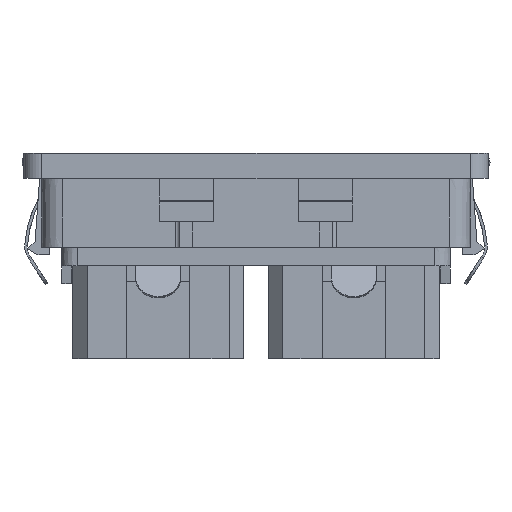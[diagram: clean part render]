
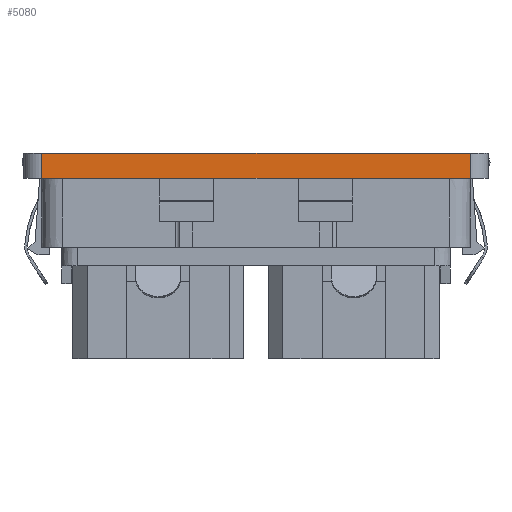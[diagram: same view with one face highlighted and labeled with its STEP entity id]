
A CAD part, front view. The second image highlights one B-rep face of the part: STEP entity #5080.
In plain terms, the highlighted planar face has unit normal (0, -1, 0).
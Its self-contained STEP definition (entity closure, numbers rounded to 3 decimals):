
#5067=AXIS2_PLACEMENT_3D('Plane Axis2P3D',#5064,#5065,#5066) ;
#1585=CARTESIAN_POINT('Vertex',(49.7,1.25,22.8)) ;
#1741=CARTESIAN_POINT('Vertex',(2.2,1.25,22.8)) ;
#1744=CARTESIAN_POINT('Line Origine',(25.95,1.25,22.8)) ;
#4378=CARTESIAN_POINT('Vertex',(49.7,1.25,20.)) ;
#4388=CARTESIAN_POINT('Line Origine',(49.7,1.25,21.4)) ;
#5049=CARTESIAN_POINT('Vertex',(2.2,1.25,20.)) ;
#5052=CARTESIAN_POINT('Line Origine',(2.2,1.25,21.4)) ;
#5064=CARTESIAN_POINT('Axis2P3D Location',(49.7,1.25,22.8)) ;
#5069=CARTESIAN_POINT('Line Origine',(25.95,1.25,20.)) ;
#1745=DIRECTION('Vector Direction',(-1.,0.,0.)) ;
#4389=DIRECTION('Vector Direction',(0.,0.,1.)) ;
#5053=DIRECTION('Vector Direction',(0.,0.,1.)) ;
#5065=DIRECTION('Axis2P3D Direction',(0.,-1.,0.)) ;
#5066=DIRECTION('Axis2P3D XDirection',(-1.,0.,0.)) ;
#5070=DIRECTION('Vector Direction',(-1.,0.,0.)) ;
#1746=VECTOR('Line Direction',#1745,1.) ;
#4390=VECTOR('Line Direction',#4389,1.) ;
#5054=VECTOR('Line Direction',#5053,1.) ;
#5071=VECTOR('Line Direction',#5070,1.) ;
#5075=ORIENTED_EDGE('',*,*,#5073,.T.) ;
#5076=ORIENTED_EDGE('',*,*,#4392,.F.) ;
#5077=ORIENTED_EDGE('',*,*,#1748,.F.) ;
#5078=ORIENTED_EDGE('',*,*,#5056,.T.) ;
#5080=ADVANCED_FACE('57225_IE-FC-SP-PWS_4ST.1\\57218 AFPL PWB 2ST FC.1\\ZUSAMMENBAU',(#5079),#5068,.T.) ;
#1748=EDGE_CURVE('',#1742,#1586,#1747,.F.) ;
#4392=EDGE_CURVE('',#1586,#4379,#4391,.F.) ;
#5056=EDGE_CURVE('',#1742,#5050,#5055,.F.) ;
#5073=EDGE_CURVE('',#5050,#4379,#5072,.F.) ;
#5074=EDGE_LOOP('',(#5075,#5076,#5077,#5078)) ;
#5079=FACE_OUTER_BOUND('',#5074,.T.) ;
#1747=LINE('Line',#1744,#1746) ;
#4391=LINE('Line',#4388,#4390) ;
#5055=LINE('Line',#5052,#5054) ;
#5072=LINE('Line',#5069,#5071) ;
#5068=PLANE('',#5067) ;
#1586=VERTEX_POINT('',#1585) ;
#1742=VERTEX_POINT('',#1741) ;
#4379=VERTEX_POINT('',#4378) ;
#5050=VERTEX_POINT('',#5049) ;
